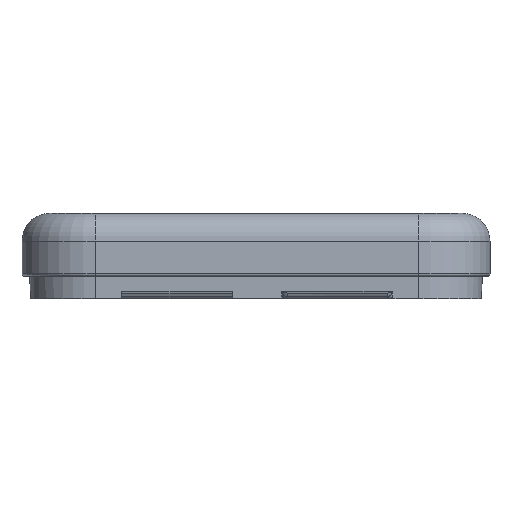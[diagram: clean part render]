
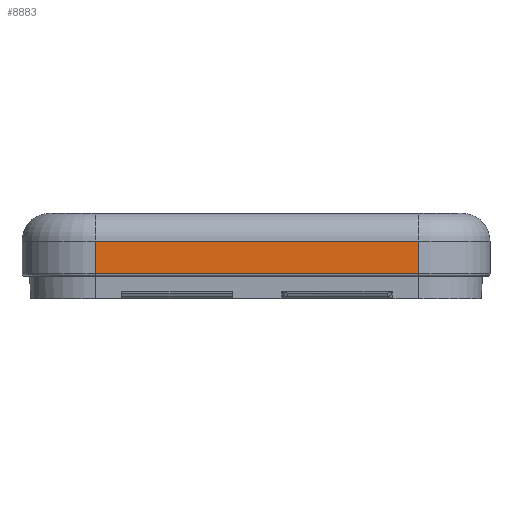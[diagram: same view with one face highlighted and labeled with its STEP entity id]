
A CAD part, front view. The second image highlights one B-rep face of the part: STEP entity #8883.
In plain terms, the highlighted planar face has unit normal (0, -1, 0).
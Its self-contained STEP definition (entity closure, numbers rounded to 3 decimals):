
#993=FACE_OUTER_BOUND('',#1496,.T.);
#1496=EDGE_LOOP('',(#6179,#6180,#6181,#6182));
#2132=LINE('',#14205,#2872);
#2151=LINE('',#14277,#2891);
#2152=LINE('',#14281,#2892);
#2153=LINE('',#14282,#2893);
#2872=VECTOR('',#10854,10.);
#2891=VECTOR('',#10927,10.);
#2892=VECTOR('',#10932,10.);
#2893=VECTOR('',#10933,10.);
#3676=VERTEX_POINT('',#14197);
#3678=VERTEX_POINT('',#14203);
#3704=VERTEX_POINT('',#14276);
#3705=VERTEX_POINT('',#14280);
#4612=EDGE_CURVE('',#3678,#3676,#2132,.T.);
#4648=EDGE_CURVE('',#3704,#3676,#2151,.T.);
#4650=EDGE_CURVE('',#3705,#3678,#2152,.T.);
#4651=EDGE_CURVE('',#3704,#3705,#2153,.T.);
#6179=ORIENTED_EDGE('',*,*,#4612,.F.);
#6180=ORIENTED_EDGE('',*,*,#4650,.F.);
#6181=ORIENTED_EDGE('',*,*,#4651,.F.);
#6182=ORIENTED_EDGE('',*,*,#4648,.T.);
#8554=PLANE('',#9493);
#8883=ADVANCED_FACE('',(#993),#8554,.T.);
#9493=AXIS2_PLACEMENT_3D('',#14279,#10930,#10931);
#10854=DIRECTION('',(-1.,0.,0.));
#10927=DIRECTION('',(0.,0.,-1.));
#10930=DIRECTION('center_axis',(0.,-1.,0.));
#10931=DIRECTION('ref_axis',(-1.,0.,0.));
#10932=DIRECTION('',(0.,0.,-1.));
#10933=DIRECTION('',(1.,0.,0.));
#14197=CARTESIAN_POINT('',(-29.011,-63.8,2.1));
#14203=CARTESIAN_POINT('',(29.399,-63.8,2.1));
#14205=CARTESIAN_POINT('',(14.7,-63.8,2.1));
#14276=CARTESIAN_POINT('',(-29.011,-63.8,8.));
#14277=CARTESIAN_POINT('',(-29.011,-63.8,0.));
#14279=CARTESIAN_POINT('Origin',(29.399,-63.8,0.));
#14280=CARTESIAN_POINT('',(29.399,-63.8,8.));
#14281=CARTESIAN_POINT('',(29.399,-63.8,0.));
#14282=CARTESIAN_POINT('',(14.7,-63.8,8.));
